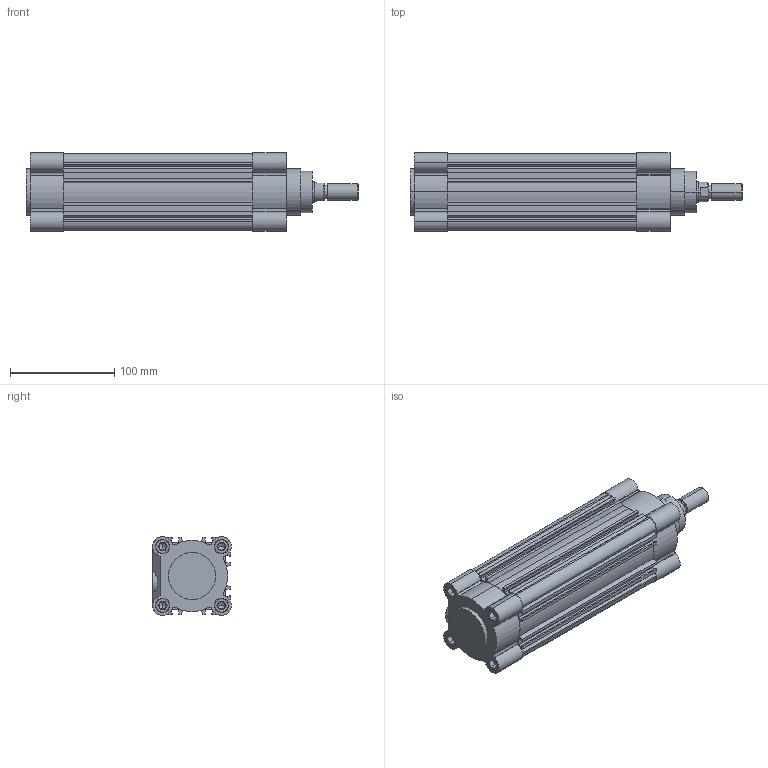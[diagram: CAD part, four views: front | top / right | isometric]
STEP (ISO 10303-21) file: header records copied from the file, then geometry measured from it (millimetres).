
FILE_DESCRIPTION (( 'STEP AP203' ), '1' );
FILE_NAME ('G63M125MD-MC.step', '2016-02-17T20:01:09', ( '' ), ( '' ), 'SwSTEP 2.0', 'SolidWorks 2015', '' );
FILE_SCHEMA (( 'CONFIG_CONTROL_DESIGN' ));
Length unit declared in the file: inch
Products named in the file (5): G63M125MD-MC; _63-HL; _63-125-98-B; _63121-HR; _63121125-R
Assembly tree (4 placements, depth 2):
  G63M125MD-MC
    _63-HL
    _63-125-98-B
    _63121-HR
    _63121125-R
Bounding box: 319 x 75.53 x 75.5 mm (x, y, z)
Volume: 899604.5 mm3; surface area: 208949.2 mm2
Topology: 4 solids, 4 shells, 422 faces, 1081 edges, 684 vertices
Faces by surface type: plane 240, cylinder 138, cone 44
Entity records: 13170 total; most frequent: DIRECTION 2269, CARTESIAN_POINT 2204, ORIENTED_EDGE 2122, EDGE_CURVE 1061, AXIS2_PLACEMENT_3D 789, LINE 691, VECTOR 691, VERTEX_POINT 684
